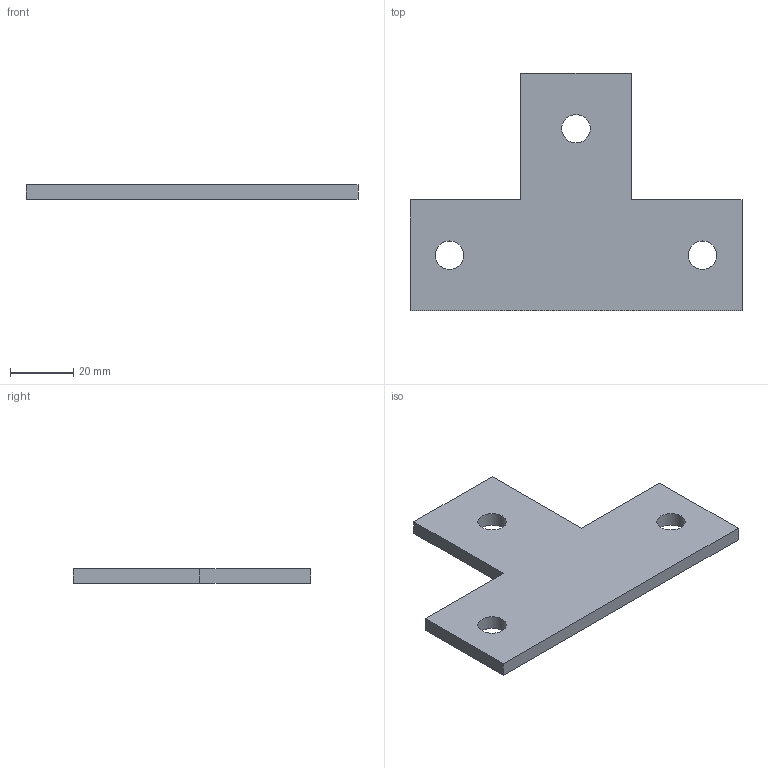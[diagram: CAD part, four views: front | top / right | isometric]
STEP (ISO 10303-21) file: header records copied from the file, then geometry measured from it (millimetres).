
FILE_DESCRIPTION(/* description */ (''),/* implementation_level */ '2;1');
FILE_NAME(/* name */ 'DSP75105-8.stp',/* time_stamp */ '2025-04-01T15:04:35+08:00',/* author */ ('1091212-1'),/* organization */ (''),/* preprocessor_version */ 'ST-DEVELOPER v15.6',/* originating_system */ 'Autodesk Inventor 2015',/* authorisation */ '');
FILE_SCHEMA (('AUTOMOTIVE_DESIGN { 1 0 10303 214 3 1 1 }'));
Length unit declared in the file: millimetre
Products named in the file (1): DSP75105-8
Bounding box: 105 x 75 x 4.5 mm (x, y, z)
Volume: 21978.7 mm3; surface area: 11770 mm2
Topology: 1 solids, 1 shells, 13 faces, 33 edges, 22 vertices
Faces by surface type: plane 10, cylinder 3
Full cylindrical faces by diameter (mm): 9 x3
Entity records: 414 total; most frequent: CARTESIAN_POINT 66, DIRECTION 64, ORIENTED_EDGE 60, EDGE_CURVE 30, LINE 24, VECTOR 24, EDGE_LOOP 22, VERTEX_POINT 22
